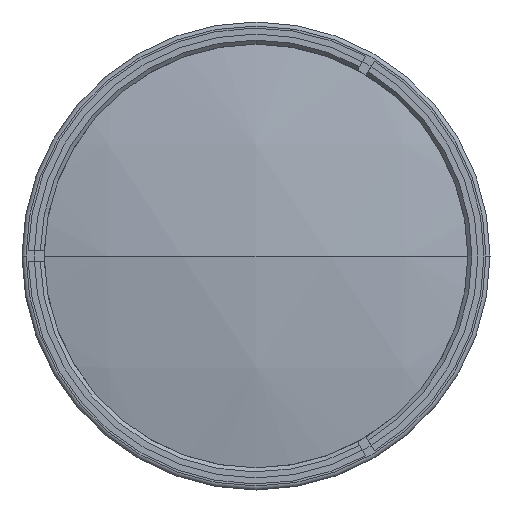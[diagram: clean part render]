
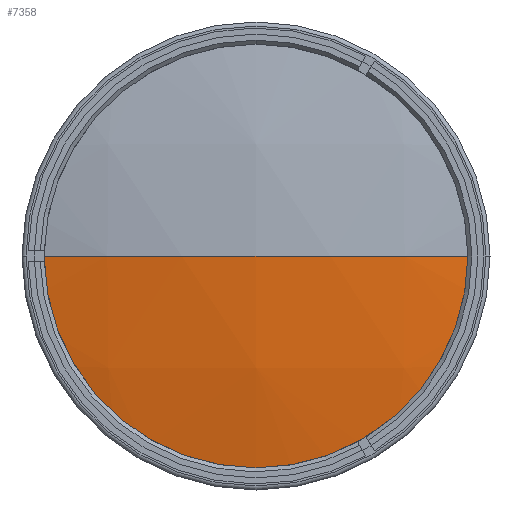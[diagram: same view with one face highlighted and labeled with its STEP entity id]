
A CAD part, left-side view. The second image highlights one B-rep face of the part: STEP entity #7358.
In plain terms, the highlighted spherical face has radius 252 mm.
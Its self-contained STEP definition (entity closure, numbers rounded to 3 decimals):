
#144 = SPHERICAL_SURFACE ( 'NONE', #779, 252. ) ;
#153 = DIRECTION ( 'NONE',  ( 0., 0., -1. ) ) ;
#256 = CARTESIAN_POINT ( 'NONE',  ( 19.496, 0., 0. ) ) ;
#522 = CARTESIAN_POINT ( 'NONE',  ( 19.496, 0., 0. ) ) ;
#641 = EDGE_LOOP ( 'NONE', ( #4150, #1211, #3351 ) ) ;
#752 = FACE_OUTER_BOUND ( 'NONE', #641, .T. ) ;
#779 = AXIS2_PLACEMENT_3D ( 'NONE', #4503, #153, #4529 ) ;
#898 = DIRECTION ( 'NONE',  ( 0., 1., 0. ) ) ;
#1157 = DIRECTION ( 'NONE',  ( 0., -1., 0. ) ) ;
#1211 = ORIENTED_EDGE ( 'NONE', *, *, #3221, .T. ) ;
#2107 = CIRCLE ( 'NONE', #5275, 252. ) ;
#2632 = CIRCLE ( 'NONE', #4580, 55. ) ;
#3221 = EDGE_CURVE ( 'NONE', #3482, #5006, #5039, .T. ) ;
#3351 = ORIENTED_EDGE ( 'NONE', *, *, #4740, .F. ) ;
#3361 = CARTESIAN_POINT ( 'NONE',  ( -232.504, 0., 0. ) ) ;
#3482 = VERTEX_POINT ( 'NONE', #3932 ) ;
#3745 = DIRECTION ( 'NONE',  ( -1., 0., 0. ) ) ;
#3932 = CARTESIAN_POINT ( 'NONE',  ( -226.429, -55., 0. ) ) ;
#4150 = ORIENTED_EDGE ( 'NONE', *, *, #7183, .T. ) ;
#4503 = CARTESIAN_POINT ( 'NONE',  ( 19.496, 0., 0. ) ) ;
#4529 = DIRECTION ( 'NONE',  ( 0., 1., 0. ) ) ;
#4580 = AXIS2_PLACEMENT_3D ( 'NONE', #7499, #3745, #8136 ) ;
#4643 = DIRECTION ( 'NONE',  ( 0., 0., -1. ) ) ;
#4740 = EDGE_CURVE ( 'NONE', #5531, #5006, #2107, .T. ) ;
#4889 = DIRECTION ( 'NONE',  ( 0., 0., 1. ) ) ;
#5006 = VERTEX_POINT ( 'NONE', #3361 ) ;
#5039 = CIRCLE ( 'NONE', #7021, 252. ) ;
#5275 = AXIS2_PLACEMENT_3D ( 'NONE', #522, #4889, #1157 ) ;
#5531 = VERTEX_POINT ( 'NONE', #8034 ) ;
#7021 = AXIS2_PLACEMENT_3D ( 'NONE', #256, #4643, #898 ) ;
#7183 = EDGE_CURVE ( 'NONE', #5531, #3482, #2632, .T. ) ;
#7358 = ADVANCED_FACE ( 'NONE', ( #752 ), #144, .T. ) ;
#7499 = CARTESIAN_POINT ( 'NONE',  ( -226.429, 0., 0. ) ) ;
#8034 = CARTESIAN_POINT ( 'NONE',  ( -226.429, 55., 0. ) ) ;
#8136 = DIRECTION ( 'NONE',  ( 0., 0., 1. ) ) ;
